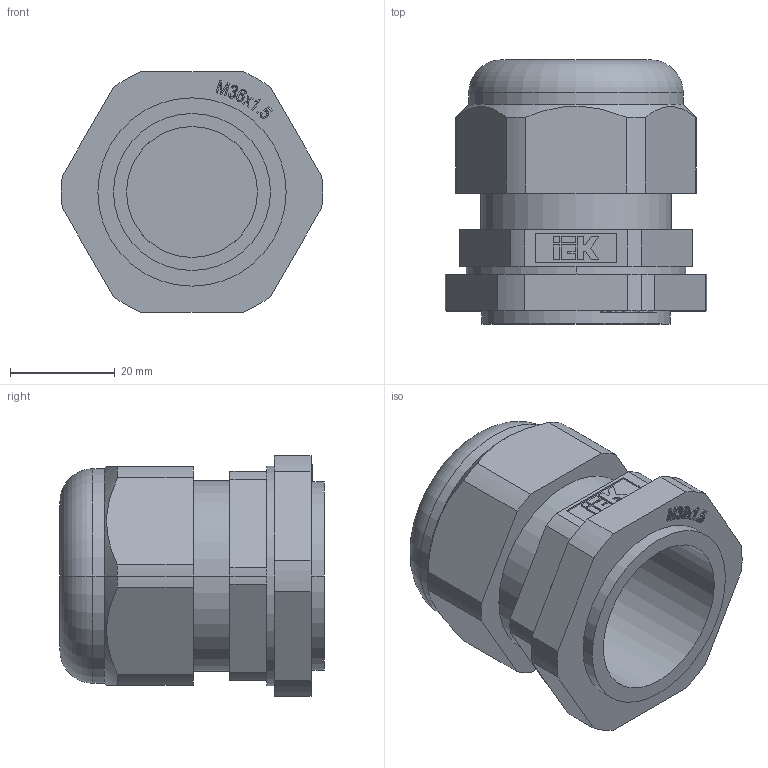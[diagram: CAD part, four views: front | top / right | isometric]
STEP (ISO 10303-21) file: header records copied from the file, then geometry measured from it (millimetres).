
FILE_DESCRIPTION (( 'STEP AP214' ), '1' );
FILE_NAME ('YSA20-25-29-54-K41 Ñàëüíèê PG 29 äèàìåòð ïðîâîäíèêà 18-24ìì IP54 ÈÝÊ.STEP', '2016-11-30T07:39:42', ( '' ), ( '' ), 'SwSTEP 2.0', 'SolidWorks 2014', '' );
FILE_SCHEMA (( 'AUTOMOTIVE_DESIGN' ));
Length unit declared in the file: millimetre
Products named in the file (1): YSA20-25-29-54-K41 Ñàëüíèê PG 29 äèàìåòð ïðîâîäíèêà 18-24ìì IP54 ÈÝÊ
Bounding box: 49.96 x 50.5 x 46 mm (x, y, z)
Volume: 36657.6 mm3; surface area: 27896.4 mm2
Topology: 5 solids, 5 shells, 395 faces, 1064 edges, 706 vertices
Faces by surface type: plane 244, bspline 73, cylinder 49, cone 25, torus 4
Entity records: 16757 total; most frequent: CARTESIAN_POINT 7215, ORIENTED_EDGE 2128, DIRECTION 1686, EDGE_CURVE 1064, VERTEX_POINT 706, LINE 622, VECTOR 622, AXIS2_PLACEMENT_3D 532
